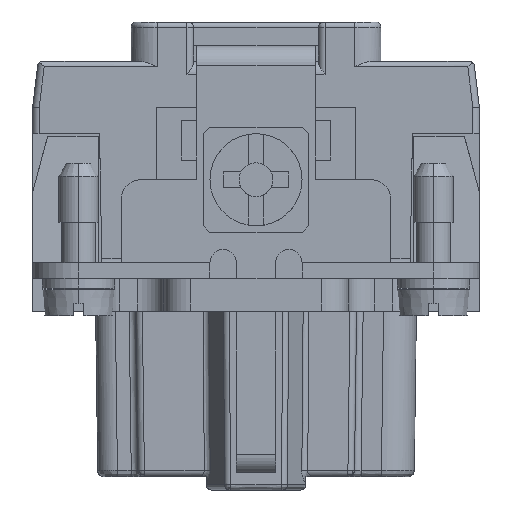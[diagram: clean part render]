
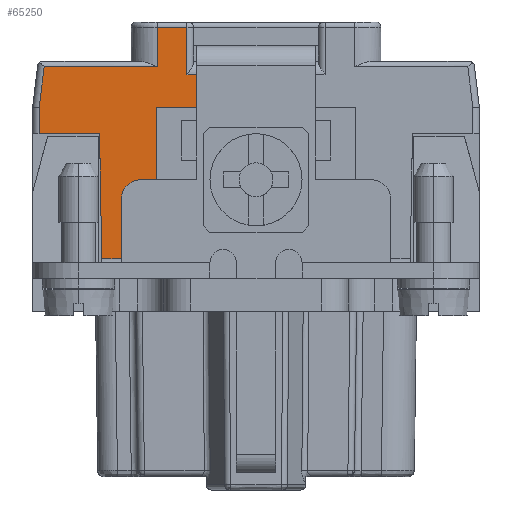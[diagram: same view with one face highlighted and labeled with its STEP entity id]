
A CAD part, left-side view. The second image highlights one B-rep face of the part: STEP entity #65250.
In plain terms, the highlighted planar face has unit normal (-1, 0, 0).
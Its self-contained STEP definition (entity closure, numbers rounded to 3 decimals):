
#63810=CARTESIAN_POINT('',(55.946,46.3,-3.003)
);
#63820=DIRECTION('',(-1.,0.,0.));
#63830=DIRECTION('',(0.,-1.,0.));
#63840=AXIS2_PLACEMENT_3D('',#63810,#63820,#63830);
#63850=PLANE('',#63840);
#63860=CARTESIAN_POINT('',(55.946,53.084,0.));
#63870=DIRECTION('',(0.,0.,-1.));
#63880=VECTOR('',#63870,1.);
#63890=LINE('',#63860,#63880);
#63900=CARTESIAN_POINT('',(55.946,53.084,10.4))
;
#63910=VERTEX_POINT('',#63900);
#63920=CARTESIAN_POINT('',(55.946,53.084,
7.9));
#63930=VERTEX_POINT('',#63920);
#63940=EDGE_CURVE('',#63910,#63930,#63890,.T.);
#63950=ORIENTED_EDGE('',*,*,#63940,.F.);
#63960=CARTESIAN_POINT('',(55.946,86.472,
7.9));
#63970=DIRECTION('',(0.,-1.,0.));
#63980=VECTOR('',#63970,1.);
#63990=LINE('',#63960,#63980);
#64000=CARTESIAN_POINT('',(55.946,56.184,7.9));
#64010=VERTEX_POINT('',#64000);
#64020=EDGE_CURVE('',#64010,#63930,#63990,.T.);
#64030=ORIENTED_EDGE('',*,*,#64020,.T.);
#64040=CARTESIAN_POINT('',(55.946,56.184,0.));
#64050=DIRECTION('',(0.,0.,-1.));
#64060=VECTOR('',#64050,1.);
#64070=LINE('',#64040,#64060);
#64080=CARTESIAN_POINT('',(55.946,56.184,2.4))
;
#64090=VERTEX_POINT('',#64080);
#64100=EDGE_CURVE('',#64010,#64090,#64070,.T.);
#64110=ORIENTED_EDGE('',*,*,#64100,.F.);
#64120=CARTESIAN_POINT('',(55.946,0.,2.4));
#64130=DIRECTION('',(0.,1.,0.));
#64140=VECTOR('',#64130,1.);
#64150=LINE('',#64120,#64140);
#64160=CARTESIAN_POINT('',(55.946,57.334,2.4))
;
#64170=VERTEX_POINT('',#64160);
#64180=EDGE_CURVE('',#64090,#64170,#64150,.T.);
#64190=ORIENTED_EDGE('',*,*,#64180,.F.);
#64200=CARTESIAN_POINT('',(55.946,57.334,0.9))
;
#64210=DIRECTION('',(-1.,0.,0.));
#64220=DIRECTION('',(0.,-1.,0.));
#64230=AXIS2_PLACEMENT_3D('',#64200,#64210,#64220);
#64240=CIRCLE('',#64230,1.5);
#64250=CARTESIAN_POINT('',(55.946,58.834,0.9)
);
#64260=VERTEX_POINT('',#64250);
#64270=EDGE_CURVE('',#64170,#64260,#64240,.T.);
#64280=ORIENTED_EDGE('',*,*,#64270,.F.);
#64290=CARTESIAN_POINT('',(55.946,58.834,0.));
#64300=DIRECTION('',(0.,0.,-1.));
#64310=VECTOR('',#64300,1.);
#64320=LINE('',#64290,#64310);
#64330=CARTESIAN_POINT('',(55.946,58.834,-3.6));
#64340=VERTEX_POINT('',#64330);
#64350=EDGE_CURVE('',#64260,#64340,#64320,.T.);
#64360=ORIENTED_EDGE('',*,*,#64350,.F.);
#64370=CARTESIAN_POINT('',(55.946,46.3,-3.6));
#64380=DIRECTION('',(0.,-1.,0.));
#64390=VECTOR('',#64380,1.);
#64400=LINE('',#64370,#64390);
#64410=CARTESIAN_POINT('',(55.946,60.318,-3.6));
#64420=VERTEX_POINT('',#64410);
#64430=EDGE_CURVE('',#64420,#64340,#64400,.T.);
#64440=ORIENTED_EDGE('',*,*,#64430,.T.);
#64450=CARTESIAN_POINT('',(55.946,60.381,0.));
#64460=DIRECTION('',(0.,-0.017,-1.));
#64470=VECTOR('',#64460,1.);
#64480=LINE('',#64450,#64470);
#64490=CARTESIAN_POINT('',(55.946,60.484,5.9));
#64500=VERTEX_POINT('',#64490);
#64510=EDGE_CURVE('',#64500,#64420,#64480,.T.);
#64520=ORIENTED_EDGE('',*,*,#64510,.T.);
#64530=CARTESIAN_POINT('',(55.946,0.,5.9));
#64540=DIRECTION('',(0.,1.,0.));
#64550=VECTOR('',#64540,1.);
#64560=LINE('',#64530,#64550);
#64570=CARTESIAN_POINT('',(55.946,65.084,5.9));
#64580=VERTEX_POINT('',#64570);
#64590=EDGE_CURVE('',#64500,#64580,#64560,.T.);
#64600=ORIENTED_EDGE('',*,*,#64590,.F.);
#64610=CARTESIAN_POINT('',(55.946,65.084,0.));
#64620=DIRECTION('',(0.,0.,1.));
#64630=VECTOR('',#64620,1.);
#64640=LINE('',#64610,#64630);
#64650=CARTESIAN_POINT('',(55.946,65.084,7.9));
#64660=VERTEX_POINT('',#64650);
#64670=EDGE_CURVE('',#64580,#64660,#64640,.T.);
#64680=ORIENTED_EDGE('',*,*,#64670,.F.);
#64690=CARTESIAN_POINT('',(55.946,0.,7.9));
#64700=DIRECTION('',(0.,1.,0.));
#64710=VECTOR('',#64700,1.);
#64720=LINE('',#64690,#64710);
#64730=CARTESIAN_POINT('',(55.946,65.08,7.9));
#64740=VERTEX_POINT('',#64730);
#64750=EDGE_CURVE('',#64740,#64660,#64720,.T.);
#64760=ORIENTED_EDGE('',*,*,#64750,.T.);
#64770=CARTESIAN_POINT('',(55.946,64.773,10.4));
#64780=DIRECTION('',(0.,-0.122,
0.993));
#64790=VECTOR('',#64780,1.);
#64800=LINE('',#64770,#64790);
#64810=CARTESIAN_POINT('',(55.946,64.699,11.));
#64820=VERTEX_POINT('',#64810);
#64830=EDGE_CURVE('',#64740,#64820,#64800,.T.);
#64840=ORIENTED_EDGE('',*,*,#64830,.F.);
#64850=CARTESIAN_POINT('',(55.946,86.005,11.));
#64860=DIRECTION('',(0.,-1.,0.));
#64870=VECTOR('',#64860,1.);
#64880=LINE('',#64850,#64870);
#64890=CARTESIAN_POINT('',(55.946,56.084,11.));
#64900=VERTEX_POINT('',#64890);
#64910=EDGE_CURVE('',#64820,#64900,#64880,.T.);
#64920=ORIENTED_EDGE('',*,*,#64910,.F.);
#64930=CARTESIAN_POINT('',(55.946,56.084,10.4));
#64940=DIRECTION('',(0.,0.,-1.));
#64950=VECTOR('',#64940,1.);
#64960=LINE('',#64930,#64950);
#64970=CARTESIAN_POINT('',(55.946,56.084,14.));
#64980=VERTEX_POINT('',#64970);
#64990=EDGE_CURVE('',#64980,#64900,#64960,.T.);
#65000=ORIENTED_EDGE('',*,*,#64990,.T.);
#65010=CARTESIAN_POINT('',(55.946,86.005,14.));
#65020=DIRECTION('',(0.,-1.,0.));
#65030=VECTOR('',#65020,1.);
#65040=LINE('',#65010,#65030);
#65050=CARTESIAN_POINT('',(55.946,53.834,14.));
#65060=VERTEX_POINT('',#65050);
#65070=EDGE_CURVE('',#64980,#65060,#65040,.T.);
#65080=ORIENTED_EDGE('',*,*,#65070,.F.);
#65090=CARTESIAN_POINT('',(55.946,53.834,10.4));
#65100=DIRECTION('',(0.,0.,1.));
#65110=VECTOR('',#65100,1.);
#65120=LINE('',#65090,#65110);
#65130=CARTESIAN_POINT('',(55.946,53.834,10.4))
;
#65140=VERTEX_POINT('',#65130);
#65150=EDGE_CURVE('',#65140,#65060,#65120,.T.);
#65160=ORIENTED_EDGE('',*,*,#65150,.T.);
#65170=CARTESIAN_POINT('',(55.946,0.,10.4));
#65180=DIRECTION('',(0.,1.,0.));
#65190=VECTOR('',#65180,1.);
#65200=LINE('',#65170,#65190);
#65210=EDGE_CURVE('',#63910,#65140,#65200,.T.);
#65220=ORIENTED_EDGE('',*,*,#65210,.T.);
#65230=EDGE_LOOP('',(#65220,#65160,#65080,#65000,#64920,#64840,#64760,
#64680,#64600,#64520,#64440,#64360,#64280,#64190,#64110,#64030,#63950));
#65240=FACE_OUTER_BOUND('',#65230,.T.);
#65250=ADVANCED_FACE('',(#65240),#63850,.T.);
